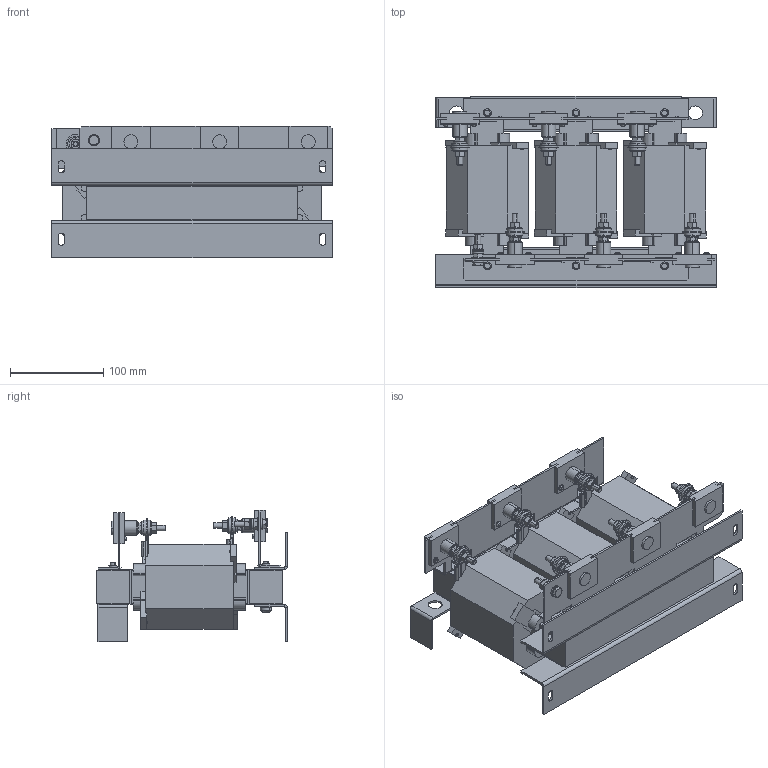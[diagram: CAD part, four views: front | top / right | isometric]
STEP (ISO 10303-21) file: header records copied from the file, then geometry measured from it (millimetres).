
FILE_DESCRIPTION (( 'STEP AP214' ), '1' );
FILE_NAME ('190888.STEP', '2020-05-29T01:13:12', ( '' ), ( '' ), 'SwSTEP 2.0', 'SolidWorks 2018', '' );
FILE_SCHEMA (( 'AUTOMOTIVE_DESIGN' ));
Length unit declared in the file: millimetre
Products named in the file (1): 190888
Bounding box: 300 x 204.55 x 141 mm (x, y, z)
Volume: 3102133.2 mm3; surface area: 405805.3 mm2
Topology: 1 solids, 1 shells, 1695 faces, 4325 edges, 2698 vertices
Faces by surface type: plane 1023, cylinder 346, cone 160, bspline 138, torus 16, sphere 12
Entity records: 56207 total; most frequent: CARTESIAN_POINT 15983, ORIENTED_EDGE 8650, DIRECTION 7937, EDGE_CURVE 4325, VECTOR 2761, LINE 2761, VERTEX_POINT 2698, AXIS2_PLACEMENT_3D 2588
